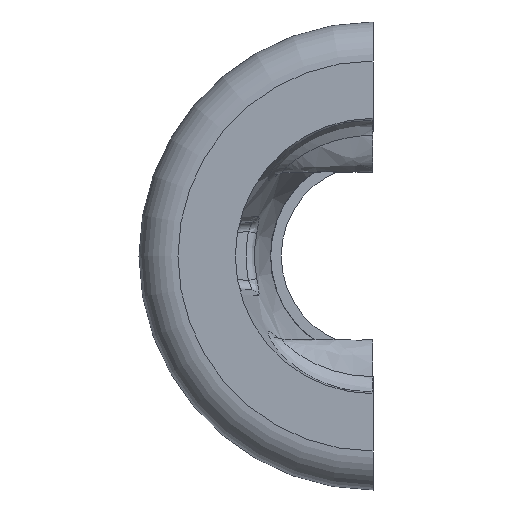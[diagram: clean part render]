
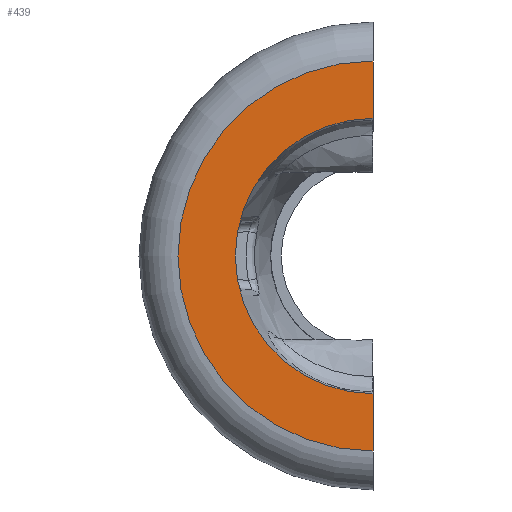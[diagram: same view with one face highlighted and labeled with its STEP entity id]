
A CAD part, left-side view. The second image highlights one B-rep face of the part: STEP entity #439.
In plain terms, the highlighted planar face has unit normal (-1, 0, 0).
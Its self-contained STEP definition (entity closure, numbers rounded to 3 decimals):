
#56 = LINE ( 'NONE', #4153, #2829 ) ;
#90 = EDGE_CURVE ( 'NONE', #372, #3810, #4036, .T. ) ;
#264 = CARTESIAN_POINT ( 'NONE',  ( -1., 0., -42.5 ) ) ;
#273 = ORIENTED_EDGE ( 'NONE', *, *, #746, .F. ) ;
#372 = VERTEX_POINT ( 'NONE', #1117 ) ;
#381 = DIRECTION ( 'NONE',  ( 1., 0., 0. ) ) ;
#423 = DIRECTION ( 'NONE',  ( 1., 0., 0. ) ) ;
#439 = ADVANCED_FACE ( 'NONE', ( #3821 ), #3479, .T. ) ;
#530 = AXIS2_PLACEMENT_3D ( 'NONE', #3484, #423, #1166 ) ;
#746 = EDGE_CURVE ( 'NONE', #4385, #3810, #1400, .T. ) ;
#815 = EDGE_CURVE ( 'NONE', #4237, #372, #56, .T. ) ;
#867 = EDGE_LOOP ( 'NONE', ( #273, #4207, #1238, #1421 ) ) ;
#929 = CARTESIAN_POINT ( 'NONE',  ( -1., 0., 42.5 ) ) ;
#1117 = CARTESIAN_POINT ( 'NONE',  ( -1., 0., -30. ) ) ;
#1166 = DIRECTION ( 'NONE',  ( 0., 0., -1. ) ) ;
#1238 = ORIENTED_EDGE ( 'NONE', *, *, #815, .T. ) ;
#1321 = AXIS2_PLACEMENT_3D ( 'NONE', #1466, #2183, #4243 ) ;
#1400 = LINE ( 'NONE', #3778, #4411 ) ;
#1421 = ORIENTED_EDGE ( 'NONE', *, *, #90, .T. ) ;
#1466 = CARTESIAN_POINT ( 'NONE',  ( -1., 0., -42.5 ) ) ;
#1681 = CARTESIAN_POINT ( 'NONE',  ( -1., 0., 0. ) ) ;
#2003 = CIRCLE ( 'NONE', #2566, 42.5 ) ;
#2183 = DIRECTION ( 'NONE',  ( -1., 0., 0. ) ) ;
#2345 = DIRECTION ( 'NONE',  ( 0., 0., -1. ) ) ;
#2566 = AXIS2_PLACEMENT_3D ( 'NONE', #1681, #381, #3082 ) ;
#2829 = VECTOR ( 'NONE', #3204, 1000. ) ;
#2933 = EDGE_CURVE ( 'NONE', #4237, #4385, #2003, .T. ) ;
#3012 = CARTESIAN_POINT ( 'NONE',  ( -1., 0., 30. ) ) ;
#3082 = DIRECTION ( 'NONE',  ( 0., 0., -1. ) ) ;
#3204 = DIRECTION ( 'NONE',  ( 0., 0., 1. ) ) ;
#3479 = PLANE ( 'NONE',  #1321 ) ;
#3484 = CARTESIAN_POINT ( 'NONE',  ( -1., 0., 0. ) ) ;
#3778 = CARTESIAN_POINT ( 'NONE',  ( -1., 0., -42.5 ) ) ;
#3810 = VERTEX_POINT ( 'NONE', #3012 ) ;
#3821 = FACE_OUTER_BOUND ( 'NONE', #867, .T. ) ;
#4036 = CIRCLE ( 'NONE', #530, 30. ) ;
#4153 = CARTESIAN_POINT ( 'NONE',  ( -1., 0., -42.5 ) ) ;
#4207 = ORIENTED_EDGE ( 'NONE', *, *, #2933, .F. ) ;
#4237 = VERTEX_POINT ( 'NONE', #264 ) ;
#4243 = DIRECTION ( 'NONE',  ( 0., 0., 1. ) ) ;
#4385 = VERTEX_POINT ( 'NONE', #929 ) ;
#4411 = VECTOR ( 'NONE', #2345, 1000. ) ;
